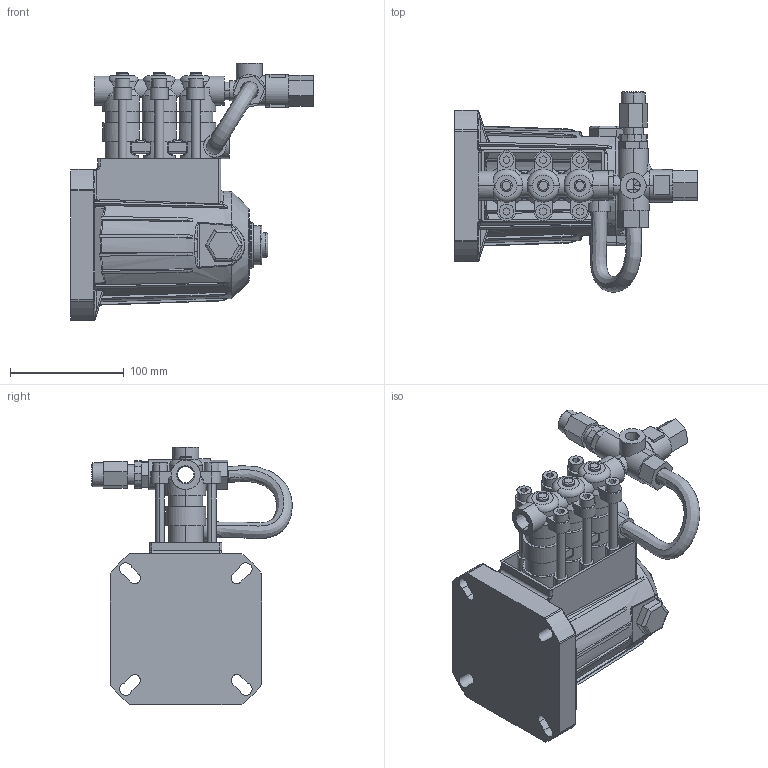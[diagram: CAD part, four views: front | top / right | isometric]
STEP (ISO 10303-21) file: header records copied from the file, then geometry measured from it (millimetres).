
FILE_DESCRIPTION (( 'STEP AP214' ), '1' );
FILE_NAME ('2SFX30GZ.STEP', '2012-04-23T17:04:51', ( 'it' ), ( '' ), 'SwSTEP 2.0', 'SolidWorks 2012', '' );
FILE_SCHEMA (( 'AUTOMOTIVE_DESIGN' ));
Length unit declared in the file: inch
Products named in the file (1): 2SFX30GZ
Bounding box: 213.44 x 176.33 x 226.95 mm (x, y, z)
Surface area: 189254 mm2 (no closed solid volume)
Topology: 0 solids, 28 shells, 766 faces, 2173 edges, 1405 vertices
Faces by surface type: plane 310, cylinder 246, bspline 100, torus 72, cone 33, sphere 5
Entity records: 40103 total; most frequent: CARTESIAN_POINT 11293, ORIENTED_EDGE 3858, DIRECTION 3802, EDGE_CURVE 2167, AXIS2_PLACEMENT_3D 1414, VERTEX_POINT 1405, LINE 974, VECTOR 974
